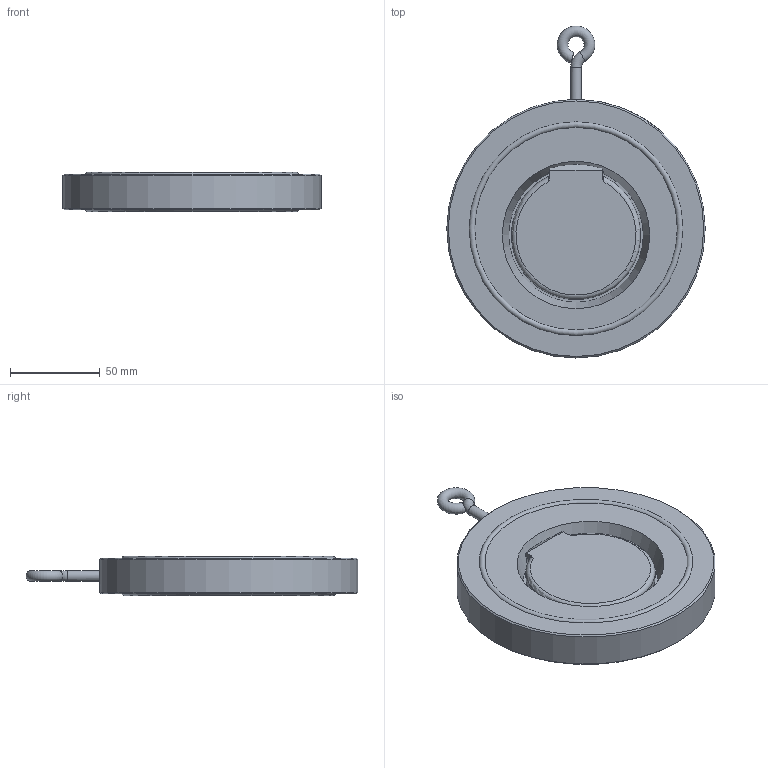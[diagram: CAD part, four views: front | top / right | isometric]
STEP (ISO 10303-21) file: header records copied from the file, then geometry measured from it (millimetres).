
FILE_DESCRIPTION (( 'STEP AP214' ), '1' );
FILE_NAME ('920-80.STEP', '2017-10-17T08:46:50', ( 'eh' ), ( 'Hewlett-Packard Company' ), 'SwSTEP 2.0', 'SolidWorks 2015', '' );
FILE_SCHEMA (( 'AUTOMOTIVE_DESIGN' ));
Length unit declared in the file: millimetre
Products named in the file (1): 920-80
Bounding box: 144 x 184.97 x 21.8 mm (x, y, z)
Volume: 285144 mm3; surface area: 50909.1 mm2
Topology: 1 solids, 2 shells, 122 faces, 304 edges, 201 vertices
Faces by surface type: bspline 53, plane 35, cylinder 18, torus 11, cone 5
Full cylindrical faces by diameter (mm): 5 x1, 6 x1, 54 x1, 144 x1
Entity records: 11929 total; most frequent: CARTESIAN_POINT 9498, ORIENTED_EDGE 564, DIRECTION 288, EDGE_CURVE 282, VERTEX_POINT 196, B_SPLINE_CURVE_WITH_KNOTS 184, EDGE_LOOP 158, FACE_OUTER_BOUND 134
